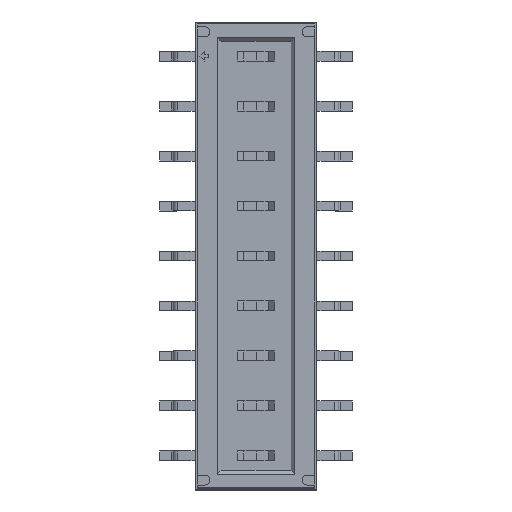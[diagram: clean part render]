
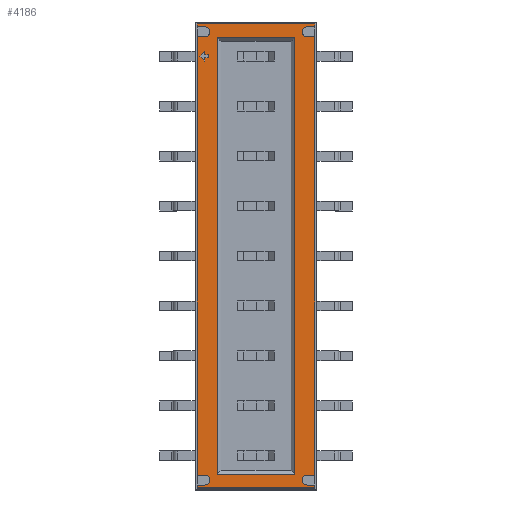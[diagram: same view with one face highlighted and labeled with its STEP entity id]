
A CAD part, top view. The second image highlights one B-rep face of the part: STEP entity #4186.
In plain terms, the highlighted planar face has unit normal (0, 0, 1).
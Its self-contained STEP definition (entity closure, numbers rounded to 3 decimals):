
#13=DIRECTION('',(0.,0.,1.));
#27=VECTOR('',#28,1.);
#28=DIRECTION('',(0.,1.,0.));
#51=VECTOR('',#52,1.);
#52=DIRECTION('',(-1.,0.,0.));
#58=VECTOR('',#59,1.);
#59=DIRECTION('',(0.,-1.,0.));
#63=VECTOR('',#64,1.);
#64=DIRECTION('',(1.,0.,0.));
#67=DIRECTION('',(0.,0.,-1.));
#116=DIRECTION('',(0.,-1.,0.));
#381=VECTOR('',#382,1.);
#382=DIRECTION('',(1.,0.,0.));
#423=VECTOR('',#424,1.);
#424=DIRECTION('',(-1.,0.,0.));
#1969=VERTEX_POINT('',#1970);
#1970=CARTESIAN_POINT('',(3.,-11.8,3.1));
#1975=VERTEX_POINT('',#1976);
#1976=CARTESIAN_POINT('',(3.,11.8,3.1));
#1978=ORIENTED_EDGE('',*,*,#1979,.F.);
#1979=EDGE_CURVE('',#1980,#1975,#1982,.T.);
#1980=VERTEX_POINT('',#1981);
#1981=CARTESIAN_POINT('',(3.,11.65,3.1));
#1982=LINE('',#1970,#27);
#1996=VERTEX_POINT('',#1997);
#1997=CARTESIAN_POINT('',(3.,11.15,3.1));
#1999=ORIENTED_EDGE('',*,*,#2000,.F.);
#2000=EDGE_CURVE('',#2001,#1996,#1982,.T.);
#2001=VERTEX_POINT('',#2002);
#2002=CARTESIAN_POINT('',(3.,-11.15,3.1));
#2016=VERTEX_POINT('',#2017);
#2017=CARTESIAN_POINT('',(3.,-11.65,3.1));
#2019=ORIENTED_EDGE('',*,*,#2020,.F.);
#2020=EDGE_CURVE('',#1969,#2016,#1982,.T.);
#4162=VERTEX_POINT('',#4163);
#4163=CARTESIAN_POINT('',(-3.,11.8,3.1));
#4165=ORIENTED_EDGE('',*,*,#4166,.F.);
#4166=EDGE_CURVE('',#1975,#4162,#4167,.T.);
#4167=LINE('',#1976,#51);
#4176=ORIENTED_EDGE('',*,*,#4177,.F.);
#4177=EDGE_CURVE('',#4178,#1969,#4180,.T.);
#4178=VERTEX_POINT('',#4179);
#4179=CARTESIAN_POINT('',(-3.,-11.8,3.1));
#4180=LINE('',#4179,#63);
#4186=ADVANCED_FACE('',(#4187,#4269,#4291),#4336,.F.);
#4187=FACE_BOUND('',#4188,.F.);
#4188=EDGE_LOOP('',(#2019,#4176,#4189,#4194,#4200,#4207,#4212,#4216,#4222,#4229,#4234,#4165,#1978,#4236,#4242,#4250,#1999,#4253,#4259,#4266));
#4189=ORIENTED_EDGE('',*,*,#4190,.F.);
#4190=EDGE_CURVE('',#4191,#4178,#4193,.T.);
#4191=VERTEX_POINT('',#4192);
#4192=CARTESIAN_POINT('',(-3.,-11.65,3.1));
#4193=LINE('',#4163,#58);
#4194=ORIENTED_EDGE('',*,*,#4195,.T.);
#4195=EDGE_CURVE('',#4191,#4196,#4198,.T.);
#4196=VERTEX_POINT('',#4197);
#4197=CARTESIAN_POINT('',(-2.6,-11.65,3.1));
#4198=LINE('',#4199,#63);
#4199=CARTESIAN_POINT('',(-3.1,-11.65,3.1));
#4200=ORIENTED_EDGE('',*,*,#4201,.T.);
#4201=EDGE_CURVE('',#4196,#4202,#4204,.T.);
#4202=VERTEX_POINT('',#4203);
#4203=CARTESIAN_POINT('',(-2.6,-11.15,3.1));
#4204=CIRCLE('',#4205,0.25);
#4205=AXIS2_PLACEMENT_3D('',#4206,#13,#28);
#4206=CARTESIAN_POINT('',(-2.6,-11.4,3.1));
#4207=ORIENTED_EDGE('',*,*,#4208,.T.);
#4208=EDGE_CURVE('',#4202,#4209,#4211,.T.);
#4209=VERTEX_POINT('',#4210);
#4210=CARTESIAN_POINT('',(-3.,-11.15,3.1));
#4211=LINE('',#4203,#51);
#4212=ORIENTED_EDGE('',*,*,#4213,.F.);
#4213=EDGE_CURVE('',#4214,#4209,#4193,.T.);
#4214=VERTEX_POINT('',#4215);
#4215=CARTESIAN_POINT('',(-3.,11.15,3.1));
#4216=ORIENTED_EDGE('',*,*,#4217,.T.);
#4217=EDGE_CURVE('',#4214,#4218,#4220,.T.);
#4218=VERTEX_POINT('',#4219);
#4219=CARTESIAN_POINT('',(-2.6,11.15,3.1));
#4220=LINE('',#4221,#63);
#4221=CARTESIAN_POINT('',(-3.1,11.15,3.1));
#4222=ORIENTED_EDGE('',*,*,#4223,.T.);
#4223=EDGE_CURVE('',#4218,#4224,#4226,.T.);
#4224=VERTEX_POINT('',#4225);
#4225=CARTESIAN_POINT('',(-2.6,11.65,3.1));
#4226=CIRCLE('',#4227,0.25);
#4227=AXIS2_PLACEMENT_3D('',#4228,#13,#28);
#4228=CARTESIAN_POINT('',(-2.6,11.4,3.1));
#4229=ORIENTED_EDGE('',*,*,#4230,.T.);
#4230=EDGE_CURVE('',#4224,#4231,#4233,.T.);
#4231=VERTEX_POINT('',#4232);
#4232=CARTESIAN_POINT('',(-3.,11.65,3.1));
#4233=LINE('',#4225,#51);
#4234=ORIENTED_EDGE('',*,*,#4235,.F.);
#4235=EDGE_CURVE('',#4162,#4231,#4193,.T.);
#4236=ORIENTED_EDGE('',*,*,#4237,.T.);
#4237=EDGE_CURVE('',#1980,#4238,#4240,.T.);
#4238=VERTEX_POINT('',#4239);
#4239=CARTESIAN_POINT('',(2.6,11.65,3.1));
#4240=LINE('',#4241,#423);
#4241=CARTESIAN_POINT('',(3.1,11.65,3.1));
#4242=ORIENTED_EDGE('',*,*,#4243,.T.);
#4243=EDGE_CURVE('',#4238,#4244,#4246,.T.);
#4244=VERTEX_POINT('',#4245);
#4245=CARTESIAN_POINT('',(2.6,11.15,3.1));
#4246=CIRCLE('',#4247,0.25);
#4247=AXIS2_PLACEMENT_3D('',#4248,#4249,#116);
#4248=CARTESIAN_POINT('',(2.6,11.4,3.1));
#4249=DIRECTION('',(0.,0.,1.));
#4250=ORIENTED_EDGE('',*,*,#4251,.T.);
#4251=EDGE_CURVE('',#4244,#1996,#4252,.T.);
#4252=LINE('',#4245,#381);
#4253=ORIENTED_EDGE('',*,*,#4254,.T.);
#4254=EDGE_CURVE('',#2001,#4255,#4257,.T.);
#4255=VERTEX_POINT('',#4256);
#4256=CARTESIAN_POINT('',(2.6,-11.15,3.1));
#4257=LINE('',#4258,#423);
#4258=CARTESIAN_POINT('',(3.1,-11.15,3.1));
#4259=ORIENTED_EDGE('',*,*,#4260,.T.);
#4260=EDGE_CURVE('',#4255,#4261,#4263,.T.);
#4261=VERTEX_POINT('',#4262);
#4262=CARTESIAN_POINT('',(2.6,-11.65,3.1));
#4263=CIRCLE('',#4264,0.25);
#4264=AXIS2_PLACEMENT_3D('',#4265,#4249,#116);
#4265=CARTESIAN_POINT('',(2.6,-11.4,3.1));
#4266=ORIENTED_EDGE('',*,*,#4267,.T.);
#4267=EDGE_CURVE('',#4261,#2016,#4268,.T.);
#4268=LINE('',#4262,#381);
#4269=FACE_BOUND('',#4270,.F.);
#4270=EDGE_LOOP('',(#4271,#4278,#4283,#4288));
#4271=ORIENTED_EDGE('',*,*,#4272,.T.);
#4272=EDGE_CURVE('',#4273,#4275,#4277,.T.);
#4273=VERTEX_POINT('',#4274);
#4274=CARTESIAN_POINT('',(1.975,-11.1,3.1));
#4275=VERTEX_POINT('',#4276);
#4276=CARTESIAN_POINT('',(1.975,11.1,3.1));
#4277=LINE('',#4274,#27);
#4278=ORIENTED_EDGE('',*,*,#4279,.T.);
#4279=EDGE_CURVE('',#4275,#4280,#4282,.T.);
#4280=VERTEX_POINT('',#4281);
#4281=CARTESIAN_POINT('',(-1.975,11.1,3.1));
#4282=LINE('',#4276,#51);
#4283=ORIENTED_EDGE('',*,*,#4284,.T.);
#4284=EDGE_CURVE('',#4280,#4285,#4287,.T.);
#4285=VERTEX_POINT('',#4286);
#4286=CARTESIAN_POINT('',(-1.975,-11.1,3.1));
#4287=LINE('',#4281,#58);
#4288=ORIENTED_EDGE('',*,*,#4289,.T.);
#4289=EDGE_CURVE('',#4285,#4273,#4290,.T.);
#4290=LINE('',#4286,#63);
#4291=FACE_BOUND('',#4292,.F.);
#4292=EDGE_LOOP('',(#4293,#4302,#4309,#4314,#4321,#4326,#4333));
#4293=ORIENTED_EDGE('',*,*,#4294,.T.);
#4294=EDGE_CURVE('',#4295,#4297,#4299,.T.);
#4295=VERTEX_POINT('',#4296);
#4296=CARTESIAN_POINT('',(-2.6,10.41,3.1));
#4297=VERTEX_POINT('',#4298);
#4298=CARTESIAN_POINT('',(-2.85,10.16,3.1));
#4299=LINE('',#4296,#4300);
#4300=VECTOR('',#4301,1.);
#4301=DIRECTION('',(-0.707,-0.707,0.));
#4302=ORIENTED_EDGE('',*,*,#4303,.T.);
#4303=EDGE_CURVE('',#4297,#4304,#4306,.T.);
#4304=VERTEX_POINT('',#4305);
#4305=CARTESIAN_POINT('',(-2.6,9.91,3.1));
#4306=LINE('',#4298,#4307);
#4307=VECTOR('',#4308,1.);
#4308=DIRECTION('',(0.707,-0.707,0.));
#4309=ORIENTED_EDGE('',*,*,#4310,.T.);
#4310=EDGE_CURVE('',#4304,#4311,#4313,.T.);
#4311=VERTEX_POINT('',#4312);
#4312=CARTESIAN_POINT('',(-2.6,10.077,3.1));
#4313=LINE('',#4305,#27);
#4314=ORIENTED_EDGE('',*,*,#4315,.T.);
#4315=EDGE_CURVE('',#4311,#4316,#4318,.T.);
#4316=VERTEX_POINT('',#4317);
#4317=CARTESIAN_POINT('',(-2.433,10.077,3.1));
#4318=LINE('',#4312,#4319);
#4319=VECTOR('',#4320,1.);
#4320=DIRECTION('',(1.,0.,0.));
#4321=ORIENTED_EDGE('',*,*,#4322,.T.);
#4322=EDGE_CURVE('',#4316,#4323,#4325,.T.);
#4323=VERTEX_POINT('',#4324);
#4324=CARTESIAN_POINT('',(-2.433,10.243,3.1));
#4325=LINE('',#4317,#27);
#4326=ORIENTED_EDGE('',*,*,#4327,.T.);
#4327=EDGE_CURVE('',#4323,#4328,#4330,.T.);
#4328=VERTEX_POINT('',#4329);
#4329=CARTESIAN_POINT('',(-2.6,10.243,3.1));
#4330=LINE('',#4324,#4331);
#4331=VECTOR('',#4332,1.);
#4332=DIRECTION('',(-1.,0.,0.));
#4333=ORIENTED_EDGE('',*,*,#4334,.T.);
#4334=EDGE_CURVE('',#4328,#4295,#4335,.T.);
#4335=LINE('',#4329,#27);
#4336=PLANE('',#4337);
#4337=AXIS2_PLACEMENT_3D('',#1970,#67,#4338);
#4338=DIRECTION('',(-0.246,0.969,0.));
